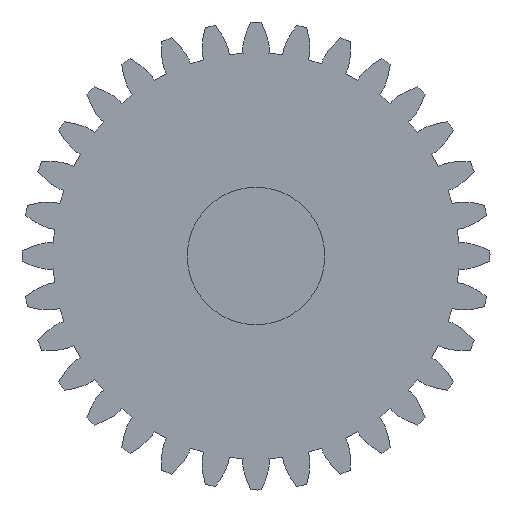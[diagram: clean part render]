
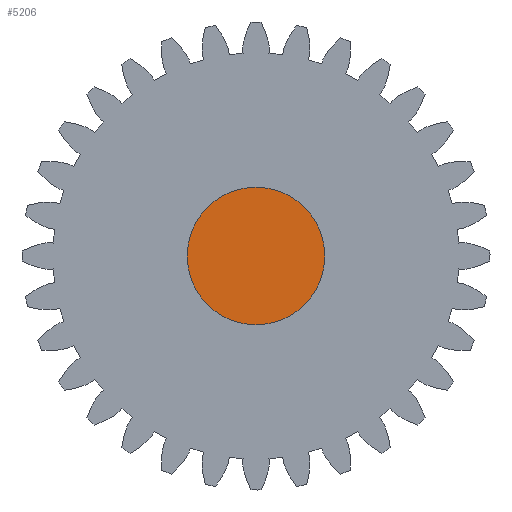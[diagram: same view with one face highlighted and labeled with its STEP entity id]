
A CAD part, front view. The second image highlights one B-rep face of the part: STEP entity #5206.
In plain terms, the highlighted planar face has unit normal (0, -1, 0).
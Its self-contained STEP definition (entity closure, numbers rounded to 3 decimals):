
#22=PLANE('',#5507);
#241=FACE_OUTER_BOUND('',#525,.T.);
#525=EDGE_LOOP('',(#3541));
#796=CIRCLE('',#5508,3.75);
#2074=VERTEX_POINT('',#8237);
#2653=EDGE_CURVE('',#2074,#2074,#796,.T.);
#3541=ORIENTED_EDGE('',*,*,#2653,.F.);
#5206=ADVANCED_FACE('',(#241),#22,.F.);
#5507=AXIS2_PLACEMENT_3D('',#8236,#5841,#5842);
#5508=AXIS2_PLACEMENT_3D('',#8238,#5843,#5844);
#5841=DIRECTION('center_axis',(0.,1.,0.));
#5842=DIRECTION('ref_axis',(-1.,0.,0.));
#5843=DIRECTION('center_axis',(0.,1.,0.));
#5844=DIRECTION('ref_axis',(-1.,0.,0.));
#8236=CARTESIAN_POINT('Origin',(0.,-14.,0.));
#8237=CARTESIAN_POINT('',(3.75,-14.,0.));
#8238=CARTESIAN_POINT('Origin',(0.,-14.,0.));
